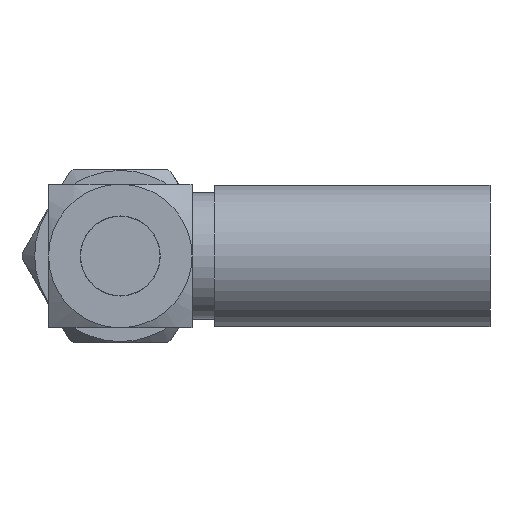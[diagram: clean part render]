
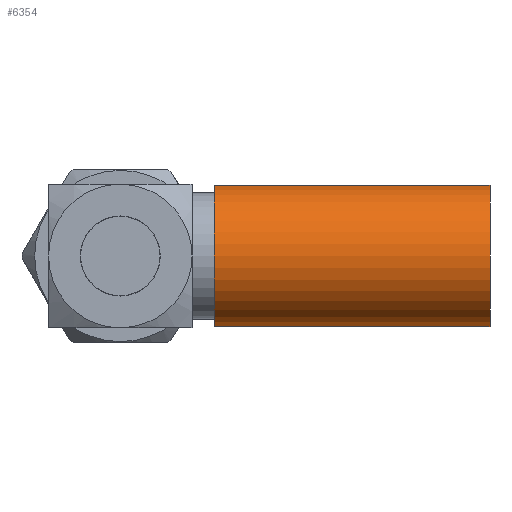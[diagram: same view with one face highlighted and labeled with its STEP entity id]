
A CAD part, front view. The second image highlights one B-rep face of the part: STEP entity #6354.
In plain terms, the highlighted cylindrical face has radius 3.25 mm (diameter 6.5 mm), a partial arc.
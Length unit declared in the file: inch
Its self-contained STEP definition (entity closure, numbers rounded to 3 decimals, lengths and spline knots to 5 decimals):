
#95 = CARTESIAN_POINT ( 'NONE',  ( 0.67, 0., 0. ) ) ;
#699 = VERTEX_POINT ( 'NONE', #8045 ) ;
#1396 = DIRECTION ( 'NONE',  ( -1., 0., 0. ) ) ;
#1548 = EDGE_CURVE ( 'NONE', #3668, #3678, #1627, .T. ) ;
#1627 = LINE ( 'NONE', #7665, #5325 ) ;
#1629 = CARTESIAN_POINT ( 'NONE',  ( 0.67, 0., -0.12795 ) ) ;
#2028 = ORIENTED_EDGE ( 'NONE', *, *, #7227, .F. ) ;
#3642 = DIRECTION ( 'NONE',  ( -1., 0., 0. ) ) ;
#3657 = CARTESIAN_POINT ( 'NONE',  ( 0.67, 0., 0.12795 ) ) ;
#3668 = VERTEX_POINT ( 'NONE', #3657 ) ;
#3678 = VERTEX_POINT ( 'NONE', #5667 ) ;
#3975 = EDGE_LOOP ( 'NONE', ( #2028, #6224, #8531, #4794 ) ) ;
#3993 = AXIS2_PLACEMENT_3D ( 'NONE', #95, #1396, #6877 ) ;
#4642 = EDGE_CURVE ( 'NONE', #3678, #699, #8447, .T. ) ;
#4754 = LINE ( 'NONE', #4843, #5117 ) ;
#4794 = ORIENTED_EDGE ( 'NONE', *, *, #4642, .T. ) ;
#4843 = CARTESIAN_POINT ( 'NONE',  ( 0.67, 0., -0.12795 ) ) ;
#4950 = DIRECTION ( 'NONE',  ( 1., 0., 0. ) ) ;
#4993 = CARTESIAN_POINT ( 'NONE',  ( 0.17, 0., 0. ) ) ;
#5117 = VECTOR ( 'NONE', #6721, 39.37008 ) ;
#5273 = AXIS2_PLACEMENT_3D ( 'NONE', #6988, #8303, #7640 ) ;
#5325 = VECTOR ( 'NONE', #3642, 39.37008 ) ;
#5420 = CIRCLE ( 'NONE', #5273, 0.12795 ) ;
#5552 = FACE_OUTER_BOUND ( 'NONE', #3975, .T. ) ;
#5655 = VERTEX_POINT ( 'NONE', #1629 ) ;
#5667 = CARTESIAN_POINT ( 'NONE',  ( 0.17, 0., 0.12795 ) ) ;
#6224 = ORIENTED_EDGE ( 'NONE', *, *, #8625, .F. ) ;
#6354 = ADVANCED_FACE ( 'NONE', ( #5552 ), #7444, .T. ) ;
#6431 = DIRECTION ( 'NONE',  ( 0., 0., -1. ) ) ;
#6721 = DIRECTION ( 'NONE',  ( -1., 0., 0. ) ) ;
#6877 = DIRECTION ( 'NONE',  ( 0., 0., 1. ) ) ;
#6988 = CARTESIAN_POINT ( 'NONE',  ( 0.67, 0., 0. ) ) ;
#7227 = EDGE_CURVE ( 'NONE', #5655, #699, #4754, .T. ) ;
#7444 = CYLINDRICAL_SURFACE ( 'NONE', #3993, 0.12795 ) ;
#7640 = DIRECTION ( 'NONE',  ( 0., 0., -1. ) ) ;
#7665 = CARTESIAN_POINT ( 'NONE',  ( 0.67, 0., 0.12795 ) ) ;
#8045 = CARTESIAN_POINT ( 'NONE',  ( 0.17, 0., -0.12795 ) ) ;
#8303 = DIRECTION ( 'NONE',  ( 1., 0., 0. ) ) ;
#8307 = AXIS2_PLACEMENT_3D ( 'NONE', #4993, #4950, #6431 ) ;
#8447 = CIRCLE ( 'NONE', #8307, 0.12795 ) ;
#8531 = ORIENTED_EDGE ( 'NONE', *, *, #1548, .T. ) ;
#8625 = EDGE_CURVE ( 'NONE', #3668, #5655, #5420, .T. ) ;
